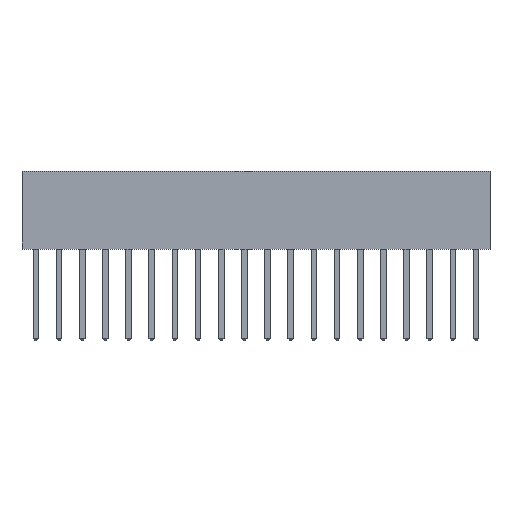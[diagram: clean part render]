
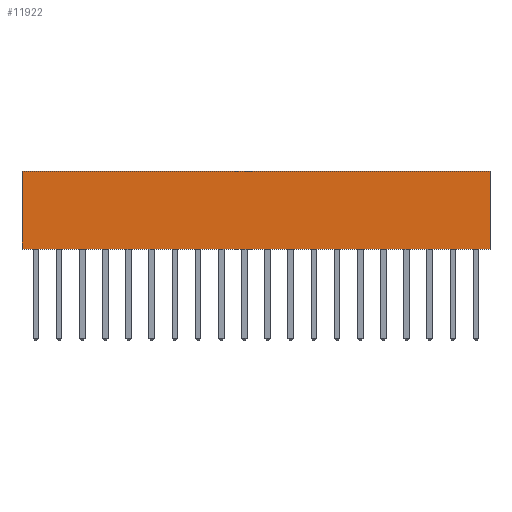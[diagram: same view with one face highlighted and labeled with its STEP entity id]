
A CAD part, top view. The second image highlights one B-rep face of the part: STEP entity #11922.
In plain terms, the highlighted planar face has unit normal (0, 0, 1).
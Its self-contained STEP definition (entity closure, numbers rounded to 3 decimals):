
#470=FACE_OUTER_BOUND('',#1282,.T.);
#1282=EDGE_LOOP('',(#9061,#9062,#9063,#9064));
#2454=LINE('',#17867,#4078);
#2457=LINE('',#17873,#4081);
#2480=LINE('',#17919,#4104);
#2481=LINE('',#17920,#4105);
#4078=VECTOR('',#14587,10.);
#4081=VECTOR('',#14592,10.);
#4104=VECTOR('',#14617,10.);
#4105=VECTOR('',#14618,10.);
#5409=VERTEX_POINT('',#17863);
#5411=VERTEX_POINT('',#17866);
#5413=VERTEX_POINT('',#17872);
#5435=VERTEX_POINT('',#17918);
#6678=EDGE_CURVE('',#5409,#5411,#2454,.T.);
#6681=EDGE_CURVE('',#5411,#5413,#2457,.T.);
#6704=EDGE_CURVE('',#5435,#5409,#2480,.T.);
#6705=EDGE_CURVE('',#5435,#5413,#2481,.T.);
#9061=ORIENTED_EDGE('',*,*,#6704,.F.);
#9062=ORIENTED_EDGE('',*,*,#6705,.T.);
#9063=ORIENTED_EDGE('',*,*,#6681,.F.);
#9064=ORIENTED_EDGE('',*,*,#6678,.F.);
#11150=PLANE('',#12749);
#11922=ADVANCED_FACE('',(#470),#11150,.T.);
#12749=AXIS2_PLACEMENT_3D('',#17917,#14615,#14616);
#14587=DIRECTION('',(0.,1.,0.));
#14592=DIRECTION('',(1.,0.,0.));
#14615=DIRECTION('center_axis',(0.,0.,1.));
#14616=DIRECTION('ref_axis',(1.,0.,0.));
#14617=DIRECTION('',(-1.,0.,0.));
#14618=DIRECTION('',(0.,1.,0.));
#17863=CARTESIAN_POINT('',(-1.525,0.,18.985));
#17866=CARTESIAN_POINT('',(-1.525,8.51,18.985));
#17867=CARTESIAN_POINT('',(-1.525,0.,18.985));
#17872=CARTESIAN_POINT('',(49.785,8.51,18.985));
#17873=CARTESIAN_POINT('',(44.705,8.51,18.985));
#17917=CARTESIAN_POINT('Origin',(41.655,0.,18.985));
#17918=CARTESIAN_POINT('',(49.785,0.,18.985));
#17919=CARTESIAN_POINT('',(1.525,0.,18.985));
#17920=CARTESIAN_POINT('',(49.785,0.,18.985));
